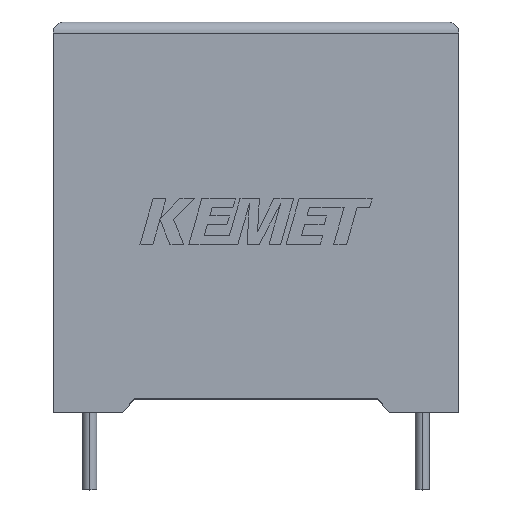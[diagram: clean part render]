
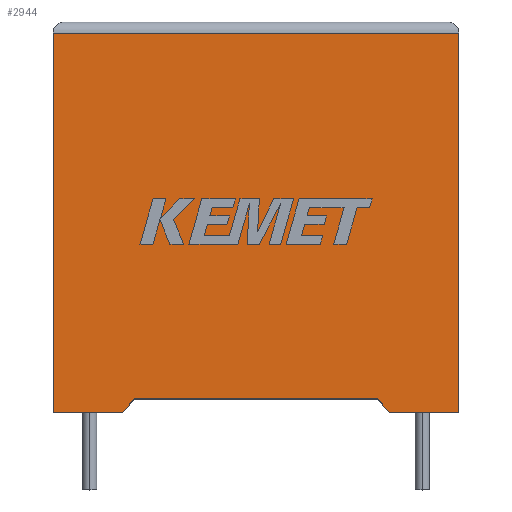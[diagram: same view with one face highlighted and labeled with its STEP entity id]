
A CAD part, top view. The second image highlights one B-rep face of the part: STEP entity #2944.
In plain terms, the highlighted planar face has unit normal (0, 0, 1).
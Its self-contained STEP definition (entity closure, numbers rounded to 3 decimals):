
#80 = VERTEX_POINT ( 'NONE', #2555 ) ;
#149 = VERTEX_POINT ( 'NONE', #407 ) ;
#217 = CARTESIAN_POINT ( 'NONE',  ( 18.3, 0., 6.2 ) ) ;
#222 = CARTESIAN_POINT ( 'NONE',  ( 0., 0., 6.2 ) ) ;
#260 = DIRECTION ( 'NONE',  ( -0.642, -0.767, 0. ) ) ;
#317 = EDGE_CURVE ( 'NONE', #149, #80, #921, .T. ) ;
#331 = VECTOR ( 'NONE', #2122, 1000. ) ;
#393 = LINE ( 'NONE', #2951, #1755 ) ;
#407 = CARTESIAN_POINT ( 'NONE',  ( 3.658, 0.607, 6.2 ) ) ;
#442 = PLANE ( 'NONE',  #1323 ) ;
#556 = LINE ( 'NONE', #1251, #830 ) ;
#591 = CARTESIAN_POINT ( 'NONE',  ( 18.3, 17.1, 6.2 ) ) ;
#649 = ORIENTED_EDGE ( 'NONE', *, *, #2609, .F. ) ;
#700 = CARTESIAN_POINT ( 'NONE',  ( 3.15, 0., 6.2 ) ) ;
#738 = EDGE_CURVE ( 'NONE', #2956, #1880, #926, .T. ) ;
#785 = VECTOR ( 'NONE', #2314, 1000. ) ;
#819 = CARTESIAN_POINT ( 'NONE',  ( 0., 17.1, 6.2 ) ) ;
#827 = ORIENTED_EDGE ( 'NONE', *, *, #1848, .T. ) ;
#828 = CARTESIAN_POINT ( 'NONE',  ( 0., 0., 6.2 ) ) ;
#830 = VECTOR ( 'NONE', #1496, 1000. ) ;
#921 = LINE ( 'NONE', #700, #1058 ) ;
#926 = LINE ( 'NONE', #2060, #1564 ) ;
#1013 = ORIENTED_EDGE ( 'NONE', *, *, #1114, .T. ) ;
#1026 = EDGE_CURVE ( 'NONE', #1880, #2462, #393, .T. ) ;
#1049 = LINE ( 'NONE', #828, #785 ) ;
#1058 = VECTOR ( 'NONE', #260, 1000. ) ;
#1114 = EDGE_CURVE ( 'NONE', #2462, #1206, #2611, .T. ) ;
#1206 = VERTEX_POINT ( 'NONE', #591 ) ;
#1251 = CARTESIAN_POINT ( 'NONE',  ( 9.15, 0.607, 6.2 ) ) ;
#1299 = CARTESIAN_POINT ( 'NONE',  ( 0., 17.1, 6.2 ) ) ;
#1305 = CARTESIAN_POINT ( 'NONE',  ( 0., 0., 6.2 ) ) ;
#1323 = AXIS2_PLACEMENT_3D ( 'NONE', #1342, #2743, #2265 ) ;
#1342 = CARTESIAN_POINT ( 'NONE',  ( 0., 0., 6.2 ) ) ;
#1387 = LINE ( 'NONE', #819, #2675 ) ;
#1496 = DIRECTION ( 'NONE',  ( -1., 0., 0. ) ) ;
#1564 = VECTOR ( 'NONE', #2046, 1000. ) ;
#1625 = EDGE_LOOP ( 'NONE', ( #1013, #2364, #1991, #827, #2684, #649, #2470, #2618 ) ) ;
#1677 = VERTEX_POINT ( 'NONE', #1299 ) ;
#1681 = CARTESIAN_POINT ( 'NONE',  ( 18.3, 0., 6.2 ) ) ;
#1712 = VECTOR ( 'NONE', #1891, 1000. ) ;
#1755 = VECTOR ( 'NONE', #1792, 1000. ) ;
#1792 = DIRECTION ( 'NONE',  ( 1., 0., 0. ) ) ;
#1848 = EDGE_CURVE ( 'NONE', #1988, #80, #1049, .T. ) ;
#1880 = VERTEX_POINT ( 'NONE', #2245 ) ;
#1891 = DIRECTION ( 'NONE',  ( 0., 1., 0. ) ) ;
#1988 = VERTEX_POINT ( 'NONE', #1305 ) ;
#1991 = ORIENTED_EDGE ( 'NONE', *, *, #2146, .T. ) ;
#2046 = DIRECTION ( 'NONE',  ( 0.642, -0.767, 0. ) ) ;
#2060 = CARTESIAN_POINT ( 'NONE',  ( 15.15, 0., 6.2 ) ) ;
#2122 = DIRECTION ( 'NONE',  ( 0., -1., 0. ) ) ;
#2146 = EDGE_CURVE ( 'NONE', #1677, #1988, #2590, .T. ) ;
#2186 = EDGE_CURVE ( 'NONE', #1206, #1677, #1387, .T. ) ;
#2245 = CARTESIAN_POINT ( 'NONE',  ( 15.15, 0., 6.2 ) ) ;
#2265 = DIRECTION ( 'NONE',  ( -1., 0., 0. ) ) ;
#2314 = DIRECTION ( 'NONE',  ( 1., 0., 0. ) ) ;
#2364 = ORIENTED_EDGE ( 'NONE', *, *, #2186, .T. ) ;
#2462 = VERTEX_POINT ( 'NONE', #217 ) ;
#2470 = ORIENTED_EDGE ( 'NONE', *, *, #738, .T. ) ;
#2555 = CARTESIAN_POINT ( 'NONE',  ( 3.15, 0., 6.2 ) ) ;
#2556 = FACE_OUTER_BOUND ( 'NONE', #1625, .T. ) ;
#2590 = LINE ( 'NONE', #222, #331 ) ;
#2609 = EDGE_CURVE ( 'NONE', #2956, #149, #556, .T. ) ;
#2611 = LINE ( 'NONE', #1681, #1712 ) ;
#2618 = ORIENTED_EDGE ( 'NONE', *, *, #1026, .T. ) ;
#2675 = VECTOR ( 'NONE', #2848, 1000. ) ;
#2684 = ORIENTED_EDGE ( 'NONE', *, *, #317, .F. ) ;
#2743 = DIRECTION ( 'NONE',  ( 0., 0., -1. ) ) ;
#2790 = CARTESIAN_POINT ( 'NONE',  ( 14.642, 0.607, 6.2 ) ) ;
#2848 = DIRECTION ( 'NONE',  ( -1., 0., 0. ) ) ;
#2944 = ADVANCED_FACE ( 'NONE', ( #2556 ), #442, .F. ) ;
#2951 = CARTESIAN_POINT ( 'NONE',  ( 0., 0., 6.2 ) ) ;
#2956 = VERTEX_POINT ( 'NONE', #2790 ) ;
